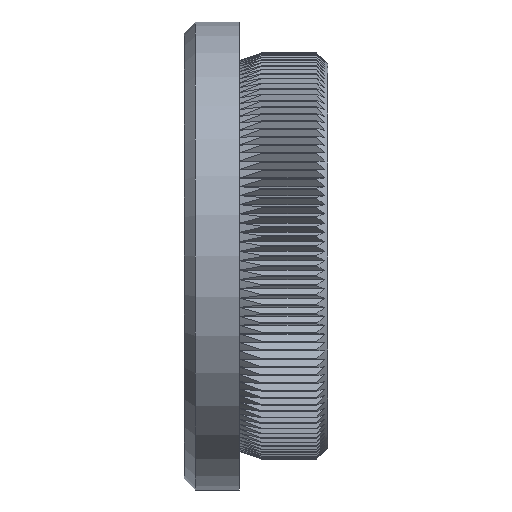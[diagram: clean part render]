
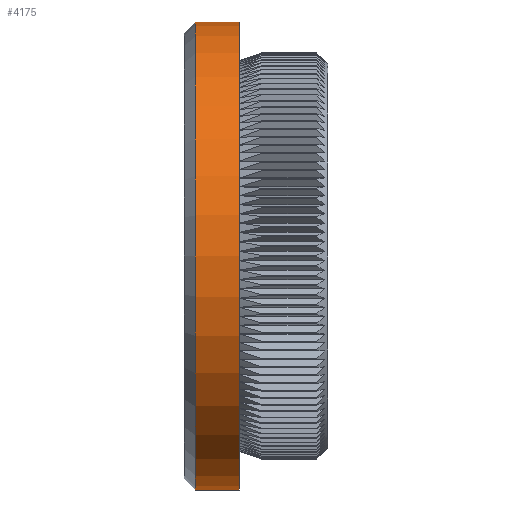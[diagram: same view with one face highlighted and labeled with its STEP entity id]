
A CAD part, left-side view. The second image highlights one B-rep face of the part: STEP entity #4175.
In plain terms, the highlighted cylindrical face has radius 21.2 mm (diameter 42.4 mm), a partial arc.
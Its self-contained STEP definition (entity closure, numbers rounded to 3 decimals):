
#1675 = AXIS2_PLACEMENT_3D ( 'NONE', #18125, #4132, #11112 ) ;
#1765 = DIRECTION ( 'NONE',  ( 0., -1., 0. ) ) ;
#2495 = AXIS2_PLACEMENT_3D ( 'NONE', #3904, #25317, #4200 ) ;
#3734 = ORIENTED_EDGE ( 'NONE', *, *, #13510, .T. ) ;
#3904 = CARTESIAN_POINT ( 'NONE',  ( 0., 8., 0. ) ) ;
#4132 = DIRECTION ( 'NONE',  ( 0., -1., 0. ) ) ;
#4175 = ADVANCED_FACE ( 'NONE', ( #25162 ), #29608, .T. ) ;
#4200 = DIRECTION ( 'NONE',  ( 0., 0., -1. ) ) ;
#4356 = CARTESIAN_POINT ( 'NONE',  ( 0., 8., -21.2 ) ) ;
#4536 = CARTESIAN_POINT ( 'NONE',  ( 0., 12., 0. ) ) ;
#5397 = EDGE_LOOP ( 'NONE', ( #9300, #3734, #7835, #18274 ) ) ;
#5683 = EDGE_CURVE ( 'NONE', #27134, #20447, #24393, .T. ) ;
#5972 = CIRCLE ( 'NONE', #19108, 21.2 ) ;
#6037 = LINE ( 'NONE', #15098, #24185 ) ;
#6599 = VECTOR ( 'NONE', #1765, 1000. ) ;
#6697 = EDGE_CURVE ( 'NONE', #10442, #27134, #27292, .T. ) ;
#7153 = CARTESIAN_POINT ( 'NONE',  ( 0., 12., -21.2 ) ) ;
#7835 = ORIENTED_EDGE ( 'NONE', *, *, #25525, .T. ) ;
#9300 = ORIENTED_EDGE ( 'NONE', *, *, #6697, .F. ) ;
#10442 = VERTEX_POINT ( 'NONE', #16136 ) ;
#11112 = DIRECTION ( 'NONE',  ( 0., 0., -1. ) ) ;
#13510 = EDGE_CURVE ( 'NONE', #10442, #15102, #5972, .T. ) ;
#13558 = CARTESIAN_POINT ( 'NONE',  ( 0., 0., 21.2 ) ) ;
#14995 = DIRECTION ( 'NONE',  ( 0., -1., 0. ) ) ;
#15098 = CARTESIAN_POINT ( 'NONE',  ( 0., 0., -21.2 ) ) ;
#15102 = VERTEX_POINT ( 'NONE', #7153 ) ;
#16136 = CARTESIAN_POINT ( 'NONE',  ( 0., 12., 21.2 ) ) ;
#18125 = CARTESIAN_POINT ( 'NONE',  ( 0., 0., 0. ) ) ;
#18274 = ORIENTED_EDGE ( 'NONE', *, *, #5683, .F. ) ;
#19108 = AXIS2_PLACEMENT_3D ( 'NONE', #4536, #28128, #23459 ) ;
#20447 = VERTEX_POINT ( 'NONE', #4356 ) ;
#23459 = DIRECTION ( 'NONE',  ( 0., 0., 1. ) ) ;
#24185 = VECTOR ( 'NONE', #14995, 1000. ) ;
#24393 = CIRCLE ( 'NONE', #2495, 21.2 ) ;
#24909 = CARTESIAN_POINT ( 'NONE',  ( 0., 8., 21.2 ) ) ;
#25162 = FACE_OUTER_BOUND ( 'NONE', #5397, .T. ) ;
#25317 = DIRECTION ( 'NONE',  ( 0., -1., 0. ) ) ;
#25525 = EDGE_CURVE ( 'NONE', #15102, #20447, #6037, .T. ) ;
#27134 = VERTEX_POINT ( 'NONE', #24909 ) ;
#27292 = LINE ( 'NONE', #13558, #6599 ) ;
#28128 = DIRECTION ( 'NONE',  ( 0., -1., 0. ) ) ;
#29608 = CYLINDRICAL_SURFACE ( 'NONE', #1675, 21.2 ) ;
